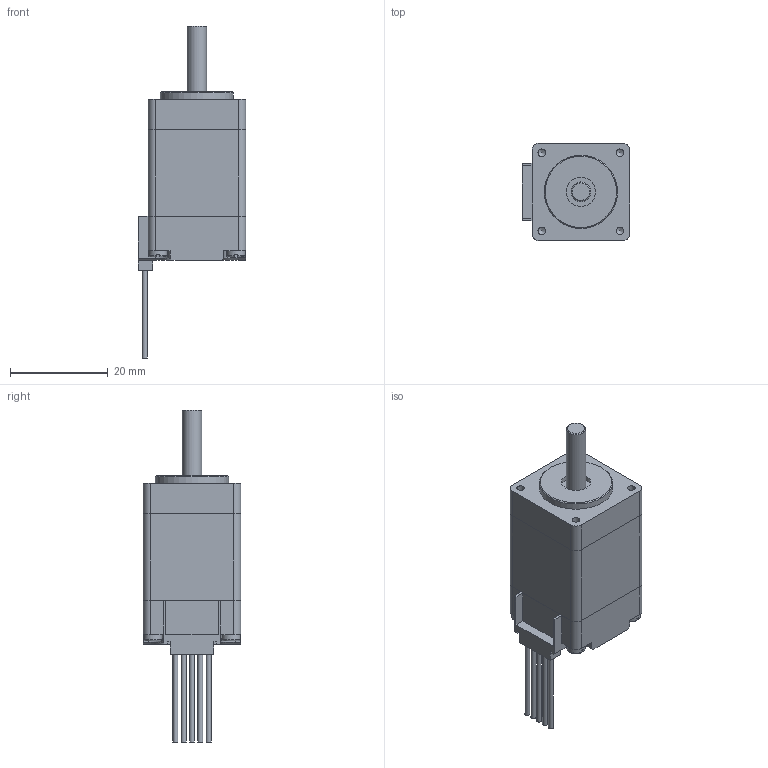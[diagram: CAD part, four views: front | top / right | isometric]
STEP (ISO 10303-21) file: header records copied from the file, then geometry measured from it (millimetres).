
FILE_DESCRIPTION(/* description */ (''),/* implementation_level */ '2;1');
FILE_NAME(/* name */ '00_NEMA8.stp',/* time_stamp */ '2022-04-18T08:30:25-07:00',/* author */ ('Prakash Lab'),/* organization */ (''),/* preprocessor_version */ 'ST-DEVELOPER v18.1',/* originating_system */ 'Autodesk Inventor 2022',/* authorisation */ '');
FILE_SCHEMA (('AUTOMOTIVE_DESIGN { 1 0 10303 214 3 1 1 }'));
Length unit declared in the file: millimetre
Products named in the file (7): 00_NEMA8; Stator_ST2018_S; Frontcap_ST2018; shaft_forward_ST2018; leads_4_ST2018; Schraubenkopf; Endkappe_ST2018_A
Assembly tree (9 placements, depth 2):
  00_NEMA8
    Stator_ST2018_S
    Frontcap_ST2018
    shaft_forward_ST2018
    leads_4_ST2018
    Schraubenkopf  x4
    Endkappe_ST2018_A
Bounding box: 22 x 20 x 68 mm (x, y, z)
Volume: 13228.6 mm3; surface area: 6472.8 mm2
Topology: 13 solids, 13 shells, 171 faces, 405 edges, 267 vertices
Faces by surface type: plane 115, cylinder 38, cone 10, torus 8
Full cylindrical faces by diameter (mm): 1 x5, 1.567 x4, 2.2 x4, 3.8 x4, 4 x3, 6 x1, 15 x1
Entity records: 4504 total; most frequent: CARTESIAN_POINT 759, DIRECTION 741, ORIENTED_EDGE 676, EDGE_CURVE 338, LINE 247, VECTOR 247, AXIS2_PLACEMENT_3D 247, VERTEX_POINT 225
